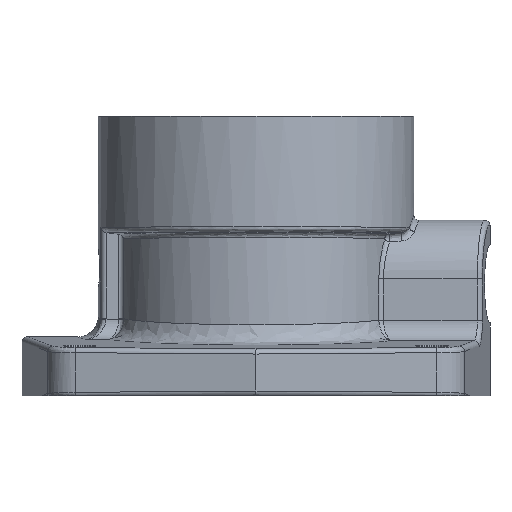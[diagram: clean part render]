
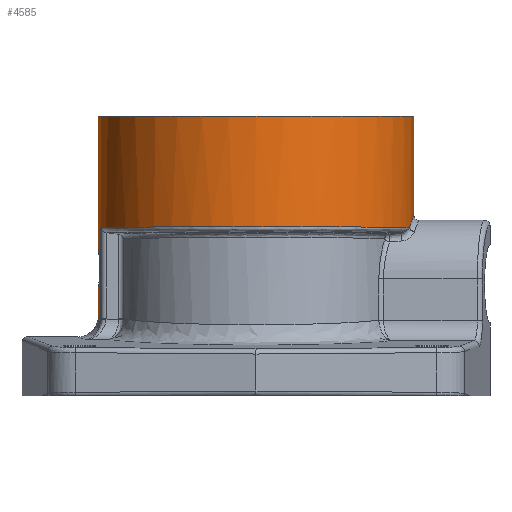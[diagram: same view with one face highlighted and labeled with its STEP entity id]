
A CAD part, left-side view. The second image highlights one B-rep face of the part: STEP entity #4585.
In plain terms, the highlighted cylindrical face has radius 49.212 mm (diameter 98.425 mm), a partial arc.
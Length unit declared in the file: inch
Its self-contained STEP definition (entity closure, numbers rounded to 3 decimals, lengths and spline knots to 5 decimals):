
#899=CARTESIAN_POINT('',(-0.35453,1.90479,
0.95404));
#900=CARTESIAN_POINT('',(-0.2955,1.91578,
0.95753));
#901=CARTESIAN_POINT('',(-0.17703,1.93214,
0.96454));
#902=CARTESIAN_POINT('',(-0.0588,1.9375,
0.97153));
#903=CARTESIAN_POINT('',(0.,1.9375,0.97501));
#905=CARTESIAN_POINT('',(-0.35453,1.90479,
0.95404));
#934=CARTESIAN_POINT('',(0.,1.9375,0.97501));
#1475=CARTESIAN_POINT('',(0.,1.9375,1.80773));
#1476=CARTESIAN_POINT('',(-0.01746,1.9375,1.80773));
#1477=CARTESIAN_POINT('',(-0.05155,1.93703,
1.80407));
#1478=CARTESIAN_POINT('',(-0.1012,1.93505,
1.7878));
#1479=CARTESIAN_POINT('',(-0.1462,1.93213,
1.76135));
#1480=CARTESIAN_POINT('',(-0.18439,1.92881,
1.72636));
#1481=CARTESIAN_POINT('',(-0.21465,1.92563,
1.68368));
#1482=CARTESIAN_POINT('',(-0.2351,1.9232,
1.63612));
#1483=CARTESIAN_POINT('',(-0.24522,1.92192,
1.58453));
#1484=CARTESIAN_POINT('',(-0.2443,1.92204,
1.5329));
#1485=CARTESIAN_POINT('',(-0.23252,1.92352,
1.4822));
#1486=CARTESIAN_POINT('',(-0.211,1.92604,
1.43619));
#1487=CARTESIAN_POINT('',(-0.18042,1.92918,
1.39539));
#1488=CARTESIAN_POINT('',(-0.14257,1.93239,
1.36214));
#1489=CARTESIAN_POINT('',(-0.09847,1.93518,
1.33711));
#1490=CARTESIAN_POINT('',(-0.05011,1.93706,
1.32173));
#1491=CARTESIAN_POINT('',(-0.01696,1.9375,1.31827));
#1492=CARTESIAN_POINT('',(0.,1.9375,1.31827));
#1494=CARTESIAN_POINT('',(0.,-1.9375,2.2195));
#1495=CARTESIAN_POINT('',(-0.0144,-1.9375,
2.2195));
#1496=CARTESIAN_POINT('',(-0.04398,-1.93718,
2.21865));
#1497=CARTESIAN_POINT('',(-0.09015,-1.9356,
2.21447));
#1498=CARTESIAN_POINT('',(-0.1395,-1.9327,
2.20675));
#1499=CARTESIAN_POINT('',(-0.19263,-1.92817,
2.19455));
#1500=CARTESIAN_POINT('',(-0.25006,-1.92161,
2.1766));
#1501=CARTESIAN_POINT('',(-0.31198,-1.91258,
2.1513));
#1502=CARTESIAN_POINT('',(-0.37806,-1.90068,
2.11669));
#1503=CARTESIAN_POINT('',(-0.42434,-1.89061,
2.08594));
#1504=CARTESIAN_POINT('',(-0.44774,-1.88506,
2.06824));
#1506=CARTESIAN_POINT('',(-0.35453,1.90479,
2.06654));
#1507=CARTESIAN_POINT('',(-0.44227,1.88846,
2.06835));
#1508=CARTESIAN_POINT('',(-0.61658,1.84337,
2.07069));
#1509=CARTESIAN_POINT('',(-0.8677,1.73963,
2.07261));
#1510=CARTESIAN_POINT('',(-1.10753,1.59782,2.07378));
#1511=CARTESIAN_POINT('',(-1.32273,1.42466,2.07452));
#1512=CARTESIAN_POINT('',(-1.51171,1.22237,2.075));
#1513=CARTESIAN_POINT('',(-1.6699,0.99538,
2.07535));
#1514=CARTESIAN_POINT('',(-1.79431,0.74821,
2.07556));
#1515=CARTESIAN_POINT('',(-1.88236,0.48589,
2.0757));
#1516=CARTESIAN_POINT('',(-1.93228,0.21372,
2.07578));
#1517=CARTESIAN_POINT('',(-1.94305,-0.06277,
2.07579));
#1518=CARTESIAN_POINT('',(-1.91445,-0.338,
2.07576));
#1519=CARTESIAN_POINT('',(-1.8471,-0.60637,
2.07565));
#1520=CARTESIAN_POINT('',(-1.7422,-0.86248,
2.07548));
#1521=CARTESIAN_POINT('',(-1.6025,-1.10097,
2.07521));
#1522=CARTESIAN_POINT('',(-1.42693,-1.32008,
2.0748));
#1523=CARTESIAN_POINT('',(-1.23911,-1.49587,
2.07426));
#1524=CARTESIAN_POINT('',(-1.05834,-1.62737,
2.07355));
#1525=CARTESIAN_POINT('',(-0.88762,-1.72554,
2.07267));
#1526=CARTESIAN_POINT('',(-0.72819,-1.79797,
2.07156));
#1527=CARTESIAN_POINT('',(-0.58109,-1.85028,
2.07014));
#1528=CARTESIAN_POINT('',(-0.49058,-1.87488,
2.06893));
#1529=CARTESIAN_POINT('',(-0.44774,-1.88506,
2.06824));
#1531=DIRECTION('',(0.,0.,-1.));
#1532=VECTOR('',#1531,1.1125);
#1533=CARTESIAN_POINT('',(-0.35453,1.90479,
2.06654));
#1534=LINE('',#1533,#1532);
#1572=DIRECTION('',(0.,0.,1.));
#1573=VECTOR('',#1572,0.34326);
#1574=CARTESIAN_POINT('',(0.,1.9375,0.97501));
#1575=LINE('',#1574,#1573);
#1617=DIRECTION('',(0.,0.,1.));
#1618=VECTOR('',#1617,1.2175);
#1619=CARTESIAN_POINT('',(0.,-1.9375,2.2195));
#1620=LINE('',#1619,#1618);
#1621=DIRECTION('',(0.,0.,1.));
#1622=VECTOR('',#1621,1.62927);
#1623=CARTESIAN_POINT('',(0.,1.9375,1.80773));
#1624=LINE('',#1623,#1622);
#2135=CARTESIAN_POINT('',(0.,0.,3.437));
#2136=DIRECTION('',(0.,0.,1.));
#2137=DIRECTION('',(0.,1.,0.));
#2138=AXIS2_PLACEMENT_3D('',#2135,#2136,#2137);
#2466=CARTESIAN_POINT('',(0.,1.9375,1.80773));
#2467=VERTEX_POINT('',#2466);
#2468=CARTESIAN_POINT('',(0.,1.9375,1.31827));
#2469=VERTEX_POINT('',#2468);
#2595=CARTESIAN_POINT('',(-0.44771,-1.88506,
2.06824));
#2597=VERTEX_POINT('',#2595);
#2600=VERTEX_POINT('',#905);
#2602=CARTESIAN_POINT('',(-0.35453,1.90479,
2.06654));
#2603=VERTEX_POINT('',#2602);
#2630=VERTEX_POINT('',#934);
#2632=CARTESIAN_POINT('',(0.,-1.9375,2.2195));
#2634=VERTEX_POINT('',#2632);
#2655=CARTESIAN_POINT('',(0.,1.9375,3.437));
#2656=CARTESIAN_POINT('',(0.,-1.9375,3.437));
#2657=VERTEX_POINT('',#2655);
#2658=VERTEX_POINT('',#2656);
#4562=CARTESIAN_POINT('',(0.,0.,4.061));
#4563=DIRECTION('',(0.,0.,1.));
#4564=DIRECTION('',(0.,-1.,0.));
#4565=AXIS2_PLACEMENT_3D('',#4562,#4563,#4564);
#4566=CYLINDRICAL_SURFACE('',#4565,1.9375);
#4568=ORIENTED_EDGE('',*,*,#4567,.F.);
#4570=ORIENTED_EDGE('',*,*,#4569,.T.);
#4572=ORIENTED_EDGE('',*,*,#4571,.T.);
#4574=ORIENTED_EDGE('',*,*,#4573,.F.);
#4576=ORIENTED_EDGE('',*,*,#4575,.T.);
#4578=ORIENTED_EDGE('',*,*,#4577,.F.);
#4579=ORIENTED_EDGE('',*,*,#4552,.T.);
#4580=ORIENTED_EDGE('',*,*,#3711,.T.);
#4582=ORIENTED_EDGE('',*,*,#4581,.T.);
#4583=EDGE_LOOP('',(#4568,#4570,#4572,#4574,#4576,#4578,#4579,#4580,#4582));
#4584=FACE_OUTER_BOUND('',#4583,.F.);
#904=B_SPLINE_CURVE_WITH_KNOTS('',3,(#899,#900,#901,#902,#903),.UNSPECIFIED.,
.F.,.F.,(4,1,4),(0.,0.5,1.),.UNSPECIFIED.);
#1493=B_SPLINE_CURVE_WITH_KNOTS('',3,(#1475,#1476,#1477,#1478,#1479,#1480,#1481,
#1482,#1483,#1484,#1485,#1486,#1487,#1488,#1489,#1490,#1491,#1492),
.UNSPECIFIED.,.F.,.F.,(4,1,1,1,1,1,1,1,1,1,1,1,1,1,1,4),(0.,0.06667,
0.13333,0.2,0.26667,0.33333,0.4,
0.46667,0.53333,0.6,0.66667,0.73333,
0.8,0.86667,0.93333,1.),.UNSPECIFIED.);
#1505=B_SPLINE_CURVE_WITH_KNOTS('',3,(#1494,#1495,#1496,#1497,#1498,#1499,#1500,
#1501,#1502,#1503,#1504),.UNSPECIFIED.,.F.,.F.,(4,1,1,1,1,1,1,1,4),(0.,
0.125,0.25,0.375,0.5,0.625,0.75,0.875,1.),.UNSPECIFIED.);
#1530=B_SPLINE_CURVE_WITH_KNOTS('',3,(#1506,#1507,#1508,#1509,#1510,#1511,#1512,
#1513,#1514,#1515,#1516,#1517,#1518,#1519,#1520,#1521,#1522,#1523,#1524,#1525,
#1526,#1527,#1528,#1529),.UNSPECIFIED.,.F.,.F.,(4,1,1,1,1,1,1,1,1,1,1,1,1,1,1,1,
1,1,1,1,1,4),(0.,0.04762,0.09524,0.14286,
0.19048,0.2381,0.28571,0.33333,
0.38095,0.42857,0.47619,0.52381,
0.57143,0.61905,0.66667,0.71429,
0.7619,0.80952,0.85714,0.90476,
0.95238,1.),.UNSPECIFIED.);
#2139=CIRCLE('',#2138,1.9375);
#3711=EDGE_CURVE('',#2600,#2630,#904,.T.);
#4552=EDGE_CURVE('',#2603,#2600,#1534,.T.);
#4567=EDGE_CURVE('',#2467,#2469,#1493,.T.);
#4569=EDGE_CURVE('',#2467,#2657,#1624,.T.);
#4571=EDGE_CURVE('',#2657,#2658,#2139,.T.);
#4573=EDGE_CURVE('',#2634,#2658,#1620,.T.);
#4575=EDGE_CURVE('',#2634,#2597,#1505,.T.);
#4577=EDGE_CURVE('',#2603,#2597,#1530,.T.);
#4581=EDGE_CURVE('',#2630,#2469,#1575,.T.);
#4585=ADVANCED_FACE('',(#4584),#4566,.T.);
